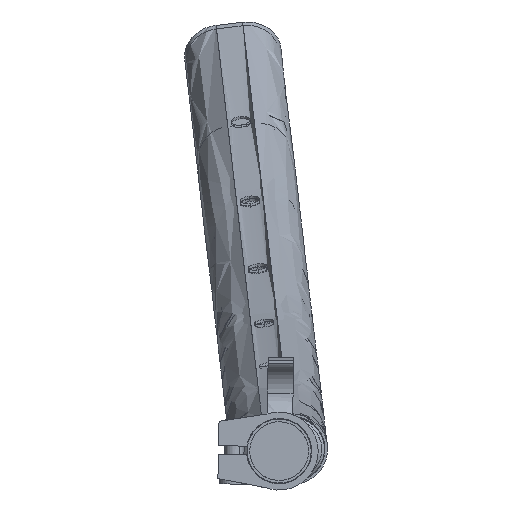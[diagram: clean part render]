
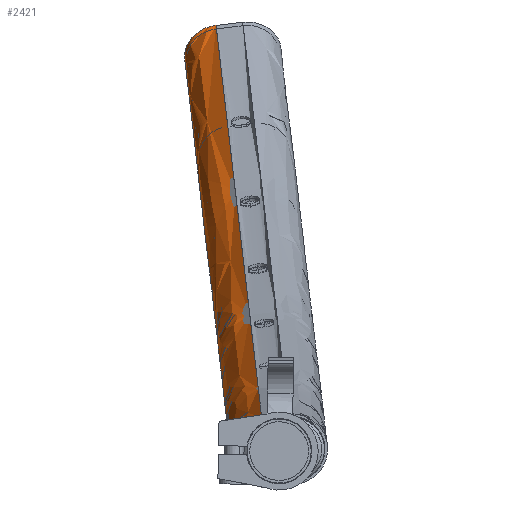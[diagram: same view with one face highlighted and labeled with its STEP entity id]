
A CAD part, left-side view. The second image highlights one B-rep face of the part: STEP entity #2421.
In plain terms, the highlighted free-form (B-spline) face has degree [2, 2] with [3, 5] control points.
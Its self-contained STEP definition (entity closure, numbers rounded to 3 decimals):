
#2421 = ADVANCED_FACE('',(#2422),#2460,.T.);
#2422 = FACE_BOUND('',#2423,.T.);
#2423 = EDGE_LOOP('',(#2424,#2436,#2444,#2454));
#2424 = ORIENTED_EDGE('',*,*,#2425,.F.);
#2425 = EDGE_CURVE('',#2426,#2428,#2430,.T.);
#2426 = VERTEX_POINT('',#2427);
#2427 = CARTESIAN_POINT('',(342.44,88.597,
    133.527));
#2428 = VERTEX_POINT('',#2429);
#2429 = CARTESIAN_POINT('',(334.568,90.138,
    146.762));
#2430 = ( BOUNDED_CURVE() B_SPLINE_CURVE(2,(#2431,#2432,#2433,#2434,
#2435),.UNSPECIFIED.,.F.,.F.) B_SPLINE_CURVE_WITH_KNOTS((3,2,3),(
    1.571,3.142,4.712),
.PIECEWISE_BEZIER_KNOTS.) CURVE() GEOMETRIC_REPRESENTATION_ITEM() 
RATIONAL_B_SPLINE_CURVE((1.,0.707,1.,0.707,1.)) 
REPRESENTATION_ITEM('') );
#2431 = CARTESIAN_POINT('',(342.44,88.597,
    133.527));
#2432 = CARTESIAN_POINT('',(342.44,96.283,
    132.632));
#2433 = CARTESIAN_POINT('',(338.504,97.054,
    139.25));
#2434 = CARTESIAN_POINT('',(334.568,97.824,
    145.867));
#2435 = CARTESIAN_POINT('',(334.568,90.138,
    146.762));
#2436 = ORIENTED_EDGE('',*,*,#2437,.F.);
#2437 = EDGE_CURVE('',#2438,#2426,#2440,.T.);
#2438 = VERTEX_POINT('',#2439);
#2439 = CARTESIAN_POINT('',(27.75,78.301,
    45.131));
#2440 = ( BOUNDED_CURVE() B_SPLINE_CURVE(2,(#2441,#2442,#2443),
.UNSPECIFIED.,.F.,.F.) B_SPLINE_CURVE_WITH_KNOTS((3,3),(0.,
0.516),.PIECEWISE_BEZIER_KNOTS.) CURVE() 
GEOMETRIC_REPRESENTATION_ITEM() RATIONAL_B_SPLINE_CURVE((1.,
0.967,1.)) REPRESENTATION_ITEM('') );
#2441 = CARTESIAN_POINT('',(27.75,78.301,
    45.131));
#2442 = CARTESIAN_POINT('',(196.837,78.645,
    48.086));
#2443 = CARTESIAN_POINT('',(342.44,88.597,
    133.527));
#2444 = ORIENTED_EDGE('',*,*,#2445,.T.);
#2445 = EDGE_CURVE('',#2438,#2446,#2448,.T.);
#2446 = VERTEX_POINT('',#2447);
#2447 = CARTESIAN_POINT('',(27.478,80.091,
    60.501));
#2448 = ( BOUNDED_CURVE() B_SPLINE_CURVE(2,(#2449,#2450,#2451,#2452,
#2453),.UNSPECIFIED.,.F.,.F.) B_SPLINE_CURVE_WITH_KNOTS((3,2,3),(
    1.571,3.142,4.712),
.PIECEWISE_BEZIER_KNOTS.) CURVE() GEOMETRIC_REPRESENTATION_ITEM() 
RATIONAL_B_SPLINE_CURVE((1.,0.707,1.,0.707,1.)) 
REPRESENTATION_ITEM('') );
#2449 = CARTESIAN_POINT('',(27.75,78.301,
    45.131));
#2450 = CARTESIAN_POINT('',(27.75,85.987,
    44.236));
#2451 = CARTESIAN_POINT('',(27.614,86.882,
    51.921));
#2452 = CARTESIAN_POINT('',(27.478,87.777,
    59.606));
#2453 = CARTESIAN_POINT('',(27.478,80.091,
    60.501));
#2454 = ORIENTED_EDGE('',*,*,#2455,.T.);
#2455 = EDGE_CURVE('',#2446,#2428,#2456,.T.);
#2456 = ( BOUNDED_CURVE() B_SPLINE_CURVE(2,(#2457,#2458,#2459),
.UNSPECIFIED.,.F.,.F.) B_SPLINE_CURVE_WITH_KNOTS((3,3),(0.,
0.516),.PIECEWISE_BEZIER_KNOTS.) CURVE() 
GEOMETRIC_REPRESENTATION_ITEM() RATIONAL_B_SPLINE_CURVE((1.,
0.967,1.)) REPRESENTATION_ITEM('') );
#2457 = CARTESIAN_POINT('',(27.478,80.091,
    60.501));
#2458 = CARTESIAN_POINT('',(192.482,80.427,
    63.385));
#2459 = CARTESIAN_POINT('',(334.568,90.138,
    146.762));
#2460 = ( BOUNDED_SURFACE() B_SPLINE_SURFACE(2,2,(
    (#2461,#2462,#2463,#2464,#2465)
    ,(#2466,#2467,#2468,#2469,#2470)
    ,(#2471,#2472,#2473,#2474,#2475
)),.UNSPECIFIED.,.F.,.F.,.F.) B_SPLINE_SURFACE_WITH_KNOTS((3,3),(3,2,3),
  (0.,0.516),(3.142,4.712,6.283),
.PIECEWISE_BEZIER_KNOTS.) GEOMETRIC_REPRESENTATION_ITEM() 
RATIONAL_B_SPLINE_SURFACE((
    (1.,0.707,1.,0.707,1.)
    ,(0.967,0.684,0.967,0.684
      ,0.967)
,(1.,0.707,1.,0.707,1.
))) REPRESENTATION_ITEM('') SURFACE() );
#2461 = CARTESIAN_POINT('',(27.478,80.091,
    60.501));
#2462 = CARTESIAN_POINT('',(27.478,87.777,
    59.606));
#2463 = CARTESIAN_POINT('',(27.614,86.882,
    51.921));
#2464 = CARTESIAN_POINT('',(27.75,85.987,
    44.236));
#2465 = CARTESIAN_POINT('',(27.75,78.301,
    45.131));
#2466 = CARTESIAN_POINT('',(192.482,80.427,
    63.385));
#2467 = CARTESIAN_POINT('',(192.482,88.113,
    62.49));
#2468 = CARTESIAN_POINT('',(194.66,87.222,
    54.84));
#2469 = CARTESIAN_POINT('',(196.837,86.331,
    47.191));
#2470 = CARTESIAN_POINT('',(196.837,78.645,
    48.086));
#2471 = CARTESIAN_POINT('',(334.568,90.138,
    146.762));
#2472 = CARTESIAN_POINT('',(334.568,97.824,
    145.867));
#2473 = CARTESIAN_POINT('',(338.504,97.054,
    139.25));
#2474 = CARTESIAN_POINT('',(342.44,96.283,
    132.632));
#2475 = CARTESIAN_POINT('',(342.44,88.597,
    133.527));
